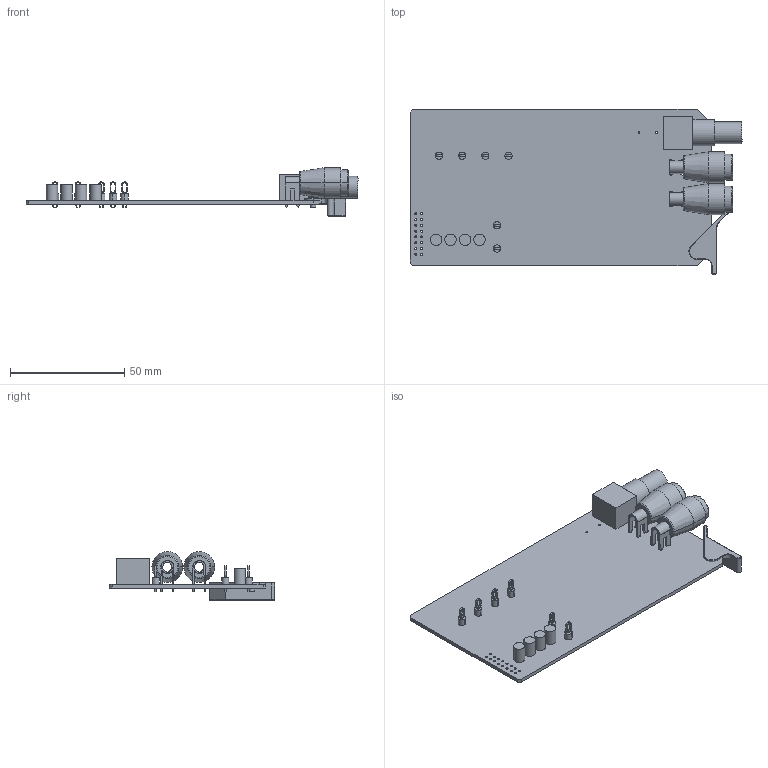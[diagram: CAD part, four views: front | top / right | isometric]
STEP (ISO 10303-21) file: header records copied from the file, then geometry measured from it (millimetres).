
FILE_DESCRIPTION(('Open CASCADE Model'),'2;1');
FILE_NAME('Open CASCADE Shape Model','2022-09-18T10:29:51',('Author'),( 'Open CASCADE'),'Open CASCADE STEP processor 6.8','Open CASCADE 6.8' ,'Unknown');
FILE_SCHEMA(('AUTOMOTIVE_DESIGN { 1 0 10303 214 1 1 1 1 }'));
Length unit declared in the file: millimetre
Products named in the file (33): PCB; Board; Open CASCADE STEP translator 6.8 13.1.1; TP6; keystone-PN5011; TP5; C104; 6754993744; Cylinder; 6754924560; C103; J3; 11115933072; Extruded; 11115936112; 11115935712; TP2; TP3; TP1; TP4; J2; CT3151SP-0; J1; CT3151SP-2; C102; C101; Free-Models; Ejector
Assembly tree (47 placements, depth 4):
  PCB
    Board
      Open CASCADE STEP translator 6.8 13.1.1
    TP6
      keystone-PN5011
    TP5
      keystone-PN5011
    C104
      6754993744  x2
        Cylinder
      6754924560
        Cylinder
    C103
      6754993744  x2
        Cylinder
      6754924560
        Cylinder
    J3
      11115933072
        Extruded
      11115936112
        Cylinder
      11115935712
        Cylinder
    TP2
      keystone-PN5011
    TP3
      keystone-PN5011
    TP1
      keystone-PN5011
    TP4
      keystone-PN5011
    J2
      CT3151SP-0
        CT3151SP-0
    J1
      CT3151SP-2
        CT3151SP-2
    C102
      6754993744  x2
        Cylinder
      6754924560
        Cylinder
    C101
      6754924560
        Cylinder
      6754993744  x2
        Cylinder
    Free-Models
      Ejector
Bounding box: 145.44 x 72.39 x 21.39 mm (x, y, z)
Volume: 19998.1 mm3; surface area: 29252.4 mm2
Topology: 23 solids, 171 shells, 576 faces, 1754 edges, 1361 vertices
Faces by surface type: plane 352, cylinder 169, cone 37, torus 18
Full cylindrical faces by diameter (mm): 0.5 x8, 0.75 x8, 0.85 x2, 0.9 x16, 1 x2, 1.6 x6, 1.676 x8, 2.05 x2, 2.362 x1, 2.768 x1, 5 x4, 9.5 x1, 11.5 x1
Entity records: 14426 total; most frequent: CARTESIAN_POINT 2383, DIRECTION 2166, ORIENTED_EDGE 1476, EDGE_CURVE 1084, VERTEX_POINT 941, AXIS2_PLACEMENT_3D 731, LINE 704, VECTOR 704
